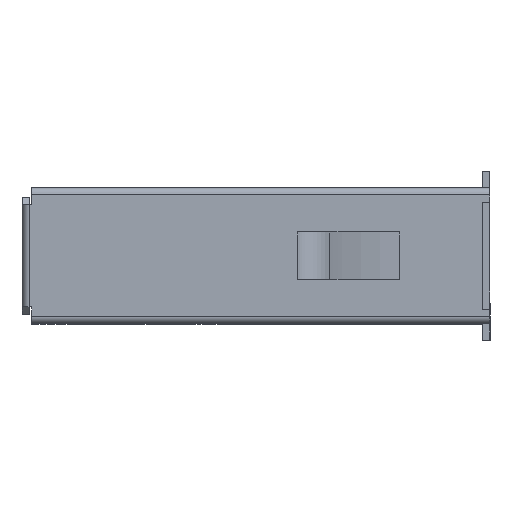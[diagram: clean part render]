
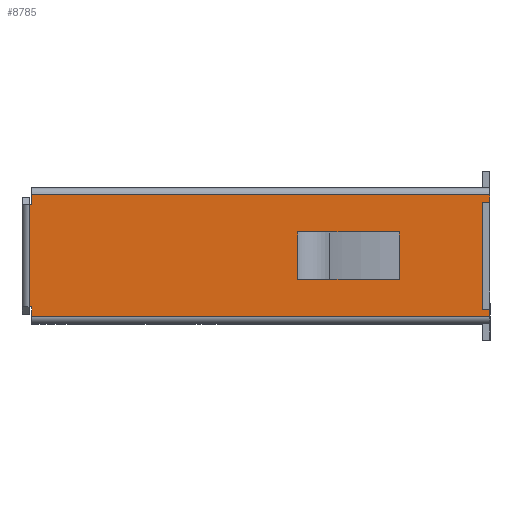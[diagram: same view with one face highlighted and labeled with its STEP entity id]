
A CAD part, top view. The second image highlights one B-rep face of the part: STEP entity #8785.
In plain terms, the highlighted planar face has unit normal (0, 0, 1).
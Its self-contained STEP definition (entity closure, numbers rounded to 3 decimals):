
#132=FACE_BOUND('',#1182,.T.);
#648=FACE_OUTER_BOUND('',#1181,.T.);
#1181=EDGE_LOOP('',(#6388,#6389,#6390,#6391,#6392,#6393,#6394,#6395,#6396,
#6397,#6398,#6399));
#1182=EDGE_LOOP('',(#6400,#6401,#6402,#6403));
#1585=LINE('',#12618,#2615);
#1667=LINE('',#12857,#2697);
#1945=LINE('',#13479,#2975);
#1949=LINE('',#13486,#2979);
#1950=LINE('',#13488,#2980);
#1951=LINE('',#13492,#2981);
#1952=LINE('',#13494,#2982);
#1953=LINE('',#13496,#2983);
#1954=LINE('',#13498,#2984);
#1955=LINE('',#13499,#2985);
#1956=LINE('',#13500,#2986);
#1957=LINE('',#13502,#2987);
#1958=LINE('',#13503,#2988);
#1959=LINE('',#13504,#2989);
#1960=LINE('',#13505,#2990);
#1961=LINE('',#13506,#2991);
#2615=VECTOR('',#9999,0.3);
#2697=VECTOR('',#10223,4.284);
#2975=VECTOR('',#10839,19.3);
#2979=VECTOR('',#10849,0.31);
#2980=VECTOR('',#10852,0.3);
#2981=VECTOR('',#10855,4.3);
#2982=VECTOR('',#10856,0.1);
#2983=VECTOR('',#10857,0.41);
#2984=VECTOR('',#10858,19.3);
#2985=VECTOR('',#10859,0.31);
#2986=VECTOR('',#10860,4.5);
#2987=VECTOR('',#10861,0.41);
#2988=VECTOR('',#10862,0.1);
#2989=VECTOR('',#10863,4.284);
#2990=VECTOR('',#10864,2.);
#2991=VECTOR('',#10865,2.);
#3645=VERTEX_POINT('',#12602);
#3647=VERTEX_POINT('',#12607);
#3650=VERTEX_POINT('',#12614);
#3651=VERTEX_POINT('',#12616);
#3686=VERTEX_POINT('',#12698);
#3687=VERTEX_POINT('',#12700);
#3717=VERTEX_POINT('',#12773);
#3721=VERTEX_POINT('',#12782);
#3911=VERTEX_POINT('',#13474);
#3912=VERTEX_POINT('',#13478);
#3913=VERTEX_POINT('',#13490);
#3914=VERTEX_POINT('',#13491);
#3915=VERTEX_POINT('',#13493);
#3916=VERTEX_POINT('',#13495);
#3917=VERTEX_POINT('',#13497);
#3918=VERTEX_POINT('',#13501);
#4350=EDGE_CURVE('',#3650,#3651,#1585,.T.);
#4463=EDGE_CURVE('',#3647,#3721,#1667,.T.);
#4800=EDGE_CURVE('',#3912,#3911,#1945,.T.);
#4805=EDGE_CURVE('',#3912,#3686,#1949,.T.);
#4806=EDGE_CURVE('',#3686,#3687,#1950,.T.);
#4807=EDGE_CURVE('',#3913,#3914,#1951,.T.);
#4808=EDGE_CURVE('',#3914,#3915,#1952,.T.);
#4809=EDGE_CURVE('',#3915,#3916,#1953,.T.);
#4810=EDGE_CURVE('',#3917,#3916,#1954,.T.);
#4811=EDGE_CURVE('',#3650,#3917,#1955,.T.);
#4812=EDGE_CURVE('',#3687,#3651,#1956,.T.);
#4813=EDGE_CURVE('',#3911,#3918,#1957,.T.);
#4814=EDGE_CURVE('',#3918,#3913,#1958,.T.);
#4815=EDGE_CURVE('',#3717,#3645,#1959,.T.);
#4816=EDGE_CURVE('',#3717,#3647,#1960,.T.);
#4817=EDGE_CURVE('',#3645,#3721,#1961,.T.);
#6388=ORIENTED_EDGE('',*,*,#4807,.T.);
#6389=ORIENTED_EDGE('',*,*,#4808,.T.);
#6390=ORIENTED_EDGE('',*,*,#4809,.T.);
#6391=ORIENTED_EDGE('',*,*,#4810,.F.);
#6392=ORIENTED_EDGE('',*,*,#4811,.F.);
#6393=ORIENTED_EDGE('',*,*,#4350,.T.);
#6394=ORIENTED_EDGE('',*,*,#4812,.F.);
#6395=ORIENTED_EDGE('',*,*,#4806,.F.);
#6396=ORIENTED_EDGE('',*,*,#4805,.F.);
#6397=ORIENTED_EDGE('',*,*,#4800,.T.);
#6398=ORIENTED_EDGE('',*,*,#4813,.T.);
#6399=ORIENTED_EDGE('',*,*,#4814,.T.);
#6400=ORIENTED_EDGE('',*,*,#4815,.F.);
#6401=ORIENTED_EDGE('',*,*,#4816,.T.);
#6402=ORIENTED_EDGE('',*,*,#4463,.T.);
#6403=ORIENTED_EDGE('',*,*,#4817,.F.);
#8350=PLANE('',#9421);
#8785=ADVANCED_FACE('',(#648,#132),#8350,.T.);
#9421=AXIS2_PLACEMENT_3D('',#13489,#10853,#10854);
#9999=DIRECTION('',(-1.,0.,0.));
#10223=DIRECTION('',(1.,0.,0.));
#10839=DIRECTION('',(-1.,0.,0.));
#10849=DIRECTION('',(0.,-1.,0.));
#10852=DIRECTION('',(-1.,0.,0.));
#10853=DIRECTION('center_axis',(0.,0.,
1.));
#10854=DIRECTION('ref_axis',(0.,-1.,0.));
#10855=DIRECTION('',(0.,-1.,0.));
#10856=DIRECTION('',(1.,0.,0.));
#10857=DIRECTION('',(0.,-1.,0.));
#10858=DIRECTION('',(-1.,0.,0.));
#10859=DIRECTION('',(0.,-1.,0.));
#10860=DIRECTION('',(0.,-1.,0.));
#10861=DIRECTION('',(0.,-1.,0.));
#10862=DIRECTION('',(-1.,0.,0.));
#10863=DIRECTION('',(1.,0.,0.));
#10864=DIRECTION('',(0.,1.,0.));
#10865=DIRECTION('',(0.,1.,0.));
#12602=CARTESIAN_POINT('',(6.039,-1.,13.83));
#12607=CARTESIAN_POINT('',(1.755,1.,13.83));
#12614=CARTESIAN_POINT('',(9.85,-2.25,13.83));
#12616=CARTESIAN_POINT('',(9.55,-2.25,13.83));
#12618=CARTESIAN_POINT('',(9.85,-2.25,13.83));
#12698=CARTESIAN_POINT('',(9.85,2.25,13.83));
#12700=CARTESIAN_POINT('',(9.55,2.25,13.83));
#12773=CARTESIAN_POINT('',(1.755,-1.,13.83));
#12782=CARTESIAN_POINT('',(6.039,1.,13.83));
#12857=CARTESIAN_POINT('',(1.755,1.,13.83));
#13474=CARTESIAN_POINT('',(-9.45,2.56,13.83));
#13478=CARTESIAN_POINT('',(9.85,2.56,13.83));
#13479=CARTESIAN_POINT('',(9.85,2.56,13.83));
#13486=CARTESIAN_POINT('',(9.85,2.56,13.83));
#13488=CARTESIAN_POINT('',(9.85,2.25,13.83));
#13489=CARTESIAN_POINT('Origin',(9.85,2.86,13.83));
#13490=CARTESIAN_POINT('',(-9.55,2.15,13.83));
#13491=CARTESIAN_POINT('',(-9.55,-2.15,13.83));
#13492=CARTESIAN_POINT('',(-9.55,2.15,13.83));
#13493=CARTESIAN_POINT('',(-9.45,-2.15,13.83));
#13494=CARTESIAN_POINT('',(-9.55,-2.15,13.83));
#13495=CARTESIAN_POINT('',(-9.45,-2.56,13.83));
#13496=CARTESIAN_POINT('',(-9.45,-2.15,13.83));
#13497=CARTESIAN_POINT('',(9.85,-2.56,13.83));
#13498=CARTESIAN_POINT('',(9.85,-2.56,13.83));
#13499=CARTESIAN_POINT('',(9.85,-2.25,13.83));
#13500=CARTESIAN_POINT('',(9.55,2.25,13.83));
#13501=CARTESIAN_POINT('',(-9.45,2.15,13.83));
#13502=CARTESIAN_POINT('',(-9.45,2.56,13.83));
#13503=CARTESIAN_POINT('',(-9.45,2.15,13.83));
#13504=CARTESIAN_POINT('',(1.755,-1.,13.83));
#13505=CARTESIAN_POINT('',(1.755,-1.,13.83));
#13506=CARTESIAN_POINT('',(6.039,-1.,13.83));
